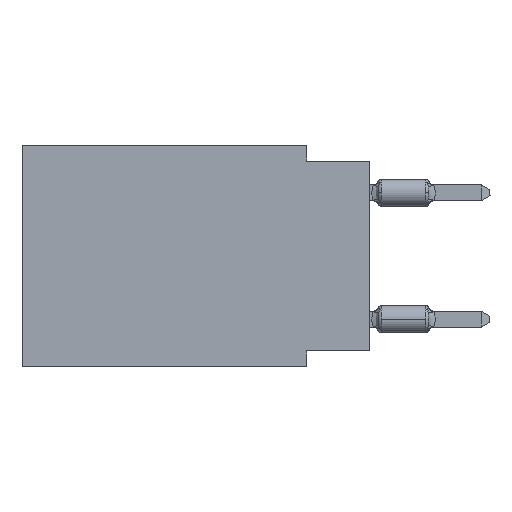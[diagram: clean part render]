
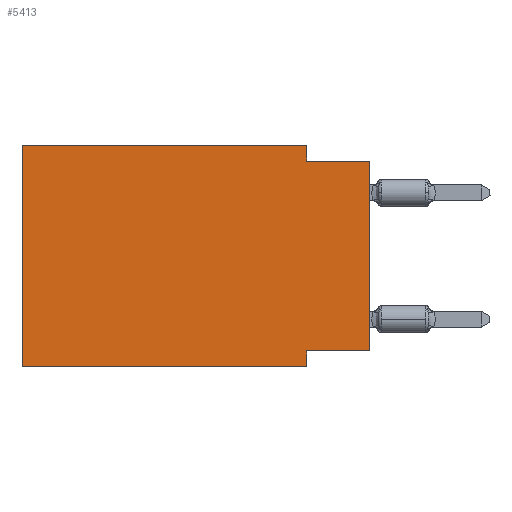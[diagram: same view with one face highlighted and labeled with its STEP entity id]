
A CAD part, left-side view. The second image highlights one B-rep face of the part: STEP entity #5413.
In plain terms, the highlighted planar face has unit normal (-1, 0, 0).
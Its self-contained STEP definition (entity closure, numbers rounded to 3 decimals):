
#319 = DIRECTION ( 'NONE',  ( 1., 0., 0. ) ) ;
#543 = LINE ( 'NONE', #20864, #4386 ) ;
#3130 = EDGE_CURVE ( 'NONE', #24588, #34085, #50157, .T. ) ;
#4386 = VECTOR ( 'NONE', #13142, 1000. ) ;
#4920 = EDGE_CURVE ( 'NONE', #6570, #43223, #24816, .T. ) ;
#5413 = ADVANCED_FACE ( 'NONE', ( #31977 ), #28379, .F. ) ;
#5650 = ORIENTED_EDGE ( 'NONE', *, *, #19320, .F. ) ;
#6014 = DIRECTION ( 'NONE',  ( 0., 0., -1. ) ) ;
#6570 = VERTEX_POINT ( 'NONE', #23876 ) ;
#7169 = DIRECTION ( 'NONE',  ( 0., -1., 0. ) ) ;
#7307 = CARTESIAN_POINT ( 'NONE',  ( 0., 2.54, -0.635 ) ) ;
#8951 = VERTEX_POINT ( 'NONE', #8977 ) ;
#8977 = CARTESIAN_POINT ( 'NONE',  ( 0., 13.97, 0. ) ) ;
#9015 = EDGE_CURVE ( 'NONE', #8951, #24183, #21327, .T. ) ;
#9843 = ORIENTED_EDGE ( 'NONE', *, *, #21818, .F. ) ;
#10729 = VERTEX_POINT ( 'NONE', #7307 ) ;
#10927 = AXIS2_PLACEMENT_3D ( 'NONE', #48443, #319, #48196 ) ;
#10943 = CARTESIAN_POINT ( 'NONE',  ( 0., 2.54, -8.255 ) ) ;
#11045 = DIRECTION ( 'NONE',  ( 0., 0., 1. ) ) ;
#11687 = LINE ( 'NONE', #35350, #34254 ) ;
#12349 = CARTESIAN_POINT ( 'NONE',  ( 0., 2.54, 0. ) ) ;
#12587 = DIRECTION ( 'NONE',  ( 0., -1., 0. ) ) ;
#12589 = VECTOR ( 'NONE', #47097, 1000. ) ;
#13142 = DIRECTION ( 'NONE',  ( 0., -1., 0. ) ) ;
#15409 = CARTESIAN_POINT ( 'NONE',  ( 0., 2.54, 0. ) ) ;
#17033 = CARTESIAN_POINT ( 'NONE',  ( 0., 2.54, -8.89 ) ) ;
#17855 = VERTEX_POINT ( 'NONE', #38081 ) ;
#18110 = CARTESIAN_POINT ( 'NONE',  ( 0., 2.54, -8.89 ) ) ;
#19320 = EDGE_CURVE ( 'NONE', #24183, #10729, #19816, .T. ) ;
#19816 = LINE ( 'NONE', #12349, #12589 ) ;
#20864 = CARTESIAN_POINT ( 'NONE',  ( 0., 0., -0.635 ) ) ;
#21327 = LINE ( 'NONE', #44494, #37331 ) ;
#21818 = EDGE_CURVE ( 'NONE', #43223, #34085, #26365, .T. ) ;
#23876 = CARTESIAN_POINT ( 'NONE',  ( 0., 0., -8.255 ) ) ;
#24183 = VERTEX_POINT ( 'NONE', #15409 ) ;
#24588 = VERTEX_POINT ( 'NONE', #39200 ) ;
#24798 = EDGE_LOOP ( 'NONE', ( #49300, #33500, #5650, #43013, #35779, #39840, #9843, #45954 ) ) ;
#24816 = LINE ( 'NONE', #36139, #35530 ) ;
#26365 = LINE ( 'NONE', #18110, #40695 ) ;
#26998 = CARTESIAN_POINT ( 'NONE',  ( 0., 13.97, -8.89 ) ) ;
#28379 = PLANE ( 'NONE',  #10927 ) ;
#30874 = CARTESIAN_POINT ( 'NONE',  ( 0., 13.97, 0. ) ) ;
#31977 = FACE_OUTER_BOUND ( 'NONE', #24798, .T. ) ;
#33287 = VECTOR ( 'NONE', #11045, 1000. ) ;
#33500 = ORIENTED_EDGE ( 'NONE', *, *, #39779, .F. ) ;
#34085 = VERTEX_POINT ( 'NONE', #17033 ) ;
#34254 = VECTOR ( 'NONE', #38200, 1000. ) ;
#35350 = CARTESIAN_POINT ( 'NONE',  ( 0., 0., 0. ) ) ;
#35530 = VECTOR ( 'NONE', #36644, 1000. ) ;
#35779 = ORIENTED_EDGE ( 'NONE', *, *, #36931, .F. ) ;
#36139 = CARTESIAN_POINT ( 'NONE',  ( 0., 0., -8.255 ) ) ;
#36192 = VECTOR ( 'NONE', #7169, 1000. ) ;
#36644 = DIRECTION ( 'NONE',  ( 0., 1., 0. ) ) ;
#36931 = EDGE_CURVE ( 'NONE', #24588, #8951, #47061, .T. ) ;
#37331 = VECTOR ( 'NONE', #12587, 1000. ) ;
#38081 = CARTESIAN_POINT ( 'NONE',  ( 0., 0., -0.635 ) ) ;
#38200 = DIRECTION ( 'NONE',  ( 0., 0., 1. ) ) ;
#38974 = EDGE_CURVE ( 'NONE', #6570, #17855, #11687, .T. ) ;
#39200 = CARTESIAN_POINT ( 'NONE',  ( 0., 13.97, -8.89 ) ) ;
#39779 = EDGE_CURVE ( 'NONE', #10729, #17855, #543, .T. ) ;
#39840 = ORIENTED_EDGE ( 'NONE', *, *, #3130, .T. ) ;
#40695 = VECTOR ( 'NONE', #6014, 1000. ) ;
#43013 = ORIENTED_EDGE ( 'NONE', *, *, #9015, .F. ) ;
#43223 = VERTEX_POINT ( 'NONE', #10943 ) ;
#44494 = CARTESIAN_POINT ( 'NONE',  ( 0., 13.97, 0. ) ) ;
#45954 = ORIENTED_EDGE ( 'NONE', *, *, #4920, .F. ) ;
#47061 = LINE ( 'NONE', #30874, #33287 ) ;
#47097 = DIRECTION ( 'NONE',  ( 0., 0., -1. ) ) ;
#48196 = DIRECTION ( 'NONE',  ( 0., 0., -1. ) ) ;
#48443 = CARTESIAN_POINT ( 'NONE',  ( 0., 13.97, 0. ) ) ;
#49300 = ORIENTED_EDGE ( 'NONE', *, *, #38974, .T. ) ;
#50157 = LINE ( 'NONE', #26998, #36192 ) ;
